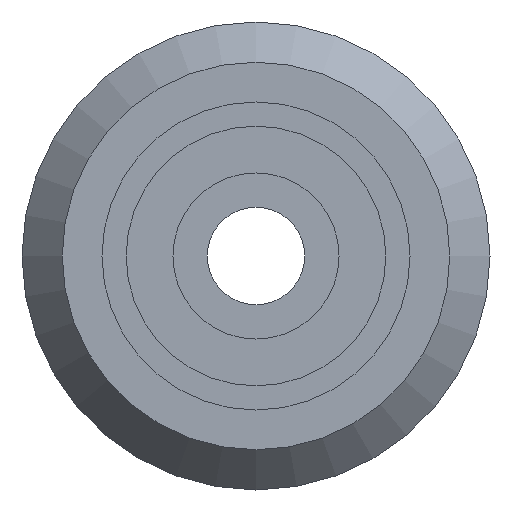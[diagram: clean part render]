
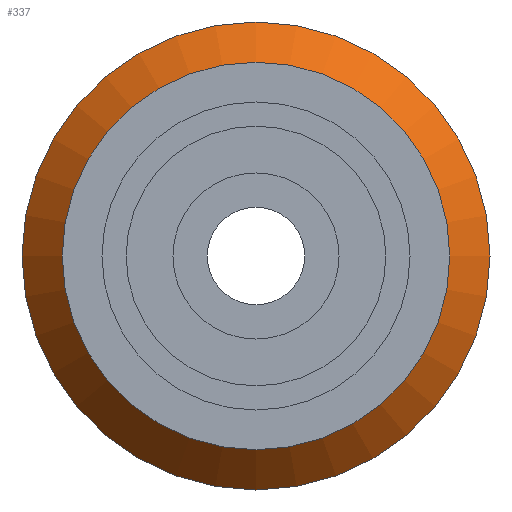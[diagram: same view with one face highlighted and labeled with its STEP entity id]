
A CAD part, left-side view. The second image highlights one B-rep face of the part: STEP entity #337.
In plain terms, the highlighted conical face has half-angle 41.809 degrees and reference radius 10 mm.
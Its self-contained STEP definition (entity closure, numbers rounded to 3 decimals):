
#20=CONICAL_SURFACE('',#369,10.,0.73);
#46=ORIENTED_EDGE('',*,*,#75,.T.);
#47=ORIENTED_EDGE('',*,*,#74,.F.);
#74=EDGE_CURVE('',#92,#92,#110,.T.);
#75=EDGE_CURVE('',#93,#93,#111,.T.);
#92=VERTEX_POINT('',#488);
#93=VERTEX_POINT('',#491);
#110=CIRCLE('',#368,10.);
#111=CIRCLE('',#370,12.075);
#136=EDGE_LOOP('',(#46));
#137=EDGE_LOOP('',(#47));
#172=FACE_BOUND('',#136,.T.);
#173=FACE_BOUND('',#137,.T.);
#337=ADVANCED_FACE('',(#172,#173),#20,.T.);
#368=AXIS2_PLACEMENT_3D('',#487,#422,#423);
#369=AXIS2_PLACEMENT_3D('',#489,#424,#425);
#370=AXIS2_PLACEMENT_3D('',#490,#426,#427);
#422=DIRECTION('',(-1.,0.,0.));
#423=DIRECTION('',(0.,0.,1.));
#424=DIRECTION('',(1.,0.,0.));
#425=DIRECTION('',(0.,0.,-1.));
#426=DIRECTION('',(-1.,0.,0.));
#427=DIRECTION('',(0.,0.,1.));
#487=CARTESIAN_POINT('',(-5.15,0.,0.));
#488=CARTESIAN_POINT('',(-5.15,0.,10.));
#489=CARTESIAN_POINT('',(-5.15,0.,0.));
#490=CARTESIAN_POINT('',(-2.83,0.,0.));
#491=CARTESIAN_POINT('',(-2.83,0.,12.075));
